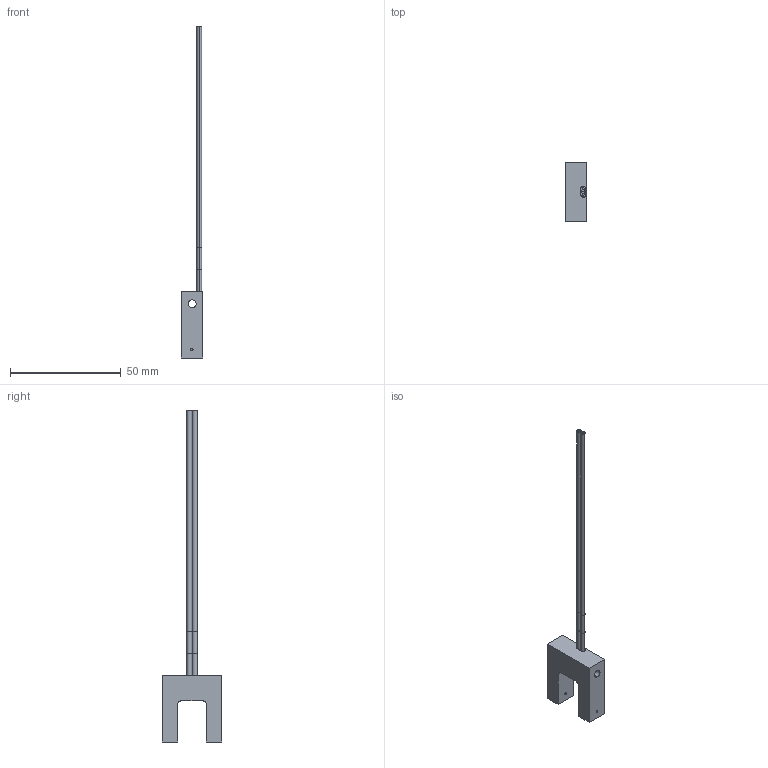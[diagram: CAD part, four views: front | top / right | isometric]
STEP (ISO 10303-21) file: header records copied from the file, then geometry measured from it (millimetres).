
FILE_DESCRIPTION((''),'2;1');
FILE_NAME('193970_ASM','2016-03-09T',('pdmadmin'),(''),'PRO/ENGINEER BY PARAMETRIC TECHNOLOGY CORPORATION, 2013230','PRO/ENGINEER BY PARAMETRIC TECHNOLOGY CORPORATION, 2013230','');
FILE_SCHEMA(('CONFIG_CONTROL_DESIGN'));
Length unit declared in the file: inch
Products named in the file (7): 113023_AF0; 51022; FIBER_CORE_1MM_45_DEG_AF0; FIBER_CORE_1MM_45_DEG_AF1; 71134_ASM; 113023_POTTING; 193970_ASM
Assembly tree (7 placements, depth 3):
  193970_ASM
    71134_ASM
      113023_AF0
      51022  x2
      FIBER_CORE_1MM_45_DEG_AF0
      FIBER_CORE_1MM_45_DEG_AF1
    113023_POTTING
Bounding box: 9.91 x 26.92 x 150 mm (x, y, z)
Volume: 6276.6 mm3; surface area: 7639.2 mm2
Topology: 6 solids, 8 shells, 102 faces, 248 edges, 160 vertices
Faces by surface type: cylinder 52, plane 42, bspline 8
Entity records: 3046 total; most frequent: CARTESIAN_POINT 657, DIRECTION 514, ORIENTED_EDGE 436, EDGE_CURVE 220, AXIS2_PLACEMENT_3D 193, VERTEX_POINT 144, VECTOR 128, LINE 128
